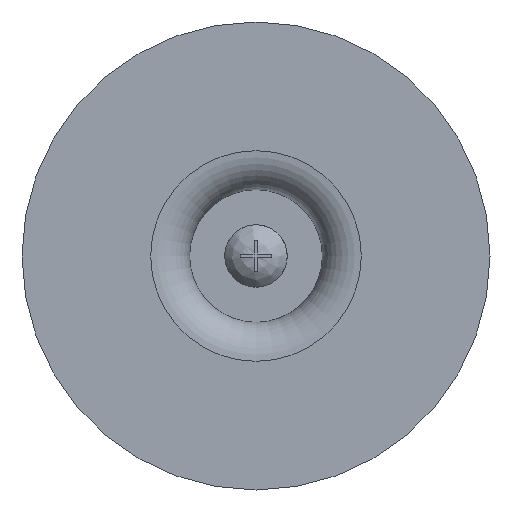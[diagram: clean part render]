
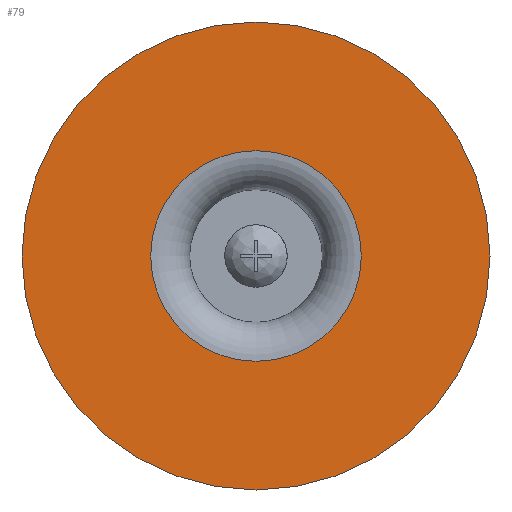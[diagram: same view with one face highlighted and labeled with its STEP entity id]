
A CAD part, front view. The second image highlights one B-rep face of the part: STEP entity #79.
In plain terms, the highlighted planar face has unit normal (0, -1, 0).
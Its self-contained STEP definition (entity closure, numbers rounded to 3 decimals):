
#79 = ADVANCED_FACE( '', ( #193, #194 ), #195, .F. );
#193 = FACE_BOUND( '', #348, .T. );
#194 = FACE_OUTER_BOUND( '', #349, .T. );
#195 = PLANE( '', #350 );
#348 = EDGE_LOOP( '', ( #565 ) );
#349 = EDGE_LOOP( '', ( #566 ) );
#350 = AXIS2_PLACEMENT_3D( '', #567, #568, #569 );
#565 = ORIENTED_EDGE( '', *, *, #905, .F. );
#566 = ORIENTED_EDGE( '', *, *, #906, .T. );
#567 = CARTESIAN_POINT( '', ( 30., 0., 0. ) );
#568 = DIRECTION( '', ( 0., 1., 0. ) );
#569 = DIRECTION( '', ( 0., 0., 1. ) );
#905 = EDGE_CURVE( '', #1067, #1067, #1068, .T. );
#906 = EDGE_CURVE( '', #1069, #1069, #1070, .T. );
#1067 = VERTEX_POINT( '', #1303 );
#1068 = CIRCLE( '', #1304, 13.5 );
#1069 = VERTEX_POINT( '', #1305 );
#1070 = CIRCLE( '', #1306, 30. );
#1303 = CARTESIAN_POINT( '', ( 0., 0., -13.5 ) );
#1304 = AXIS2_PLACEMENT_3D( '', #1629, #1630, #1631 );
#1305 = CARTESIAN_POINT( '', ( 0., 0., -30. ) );
#1306 = AXIS2_PLACEMENT_3D( '', #1632, #1633, #1634 );
#1629 = CARTESIAN_POINT( '', ( 0., 0., 0. ) );
#1630 = DIRECTION( '', ( 0., -1., 0. ) );
#1631 = DIRECTION( '', ( 0., 0., -1. ) );
#1632 = CARTESIAN_POINT( '', ( 0., 0., 0. ) );
#1633 = DIRECTION( '', ( 0., -1., 0. ) );
#1634 = DIRECTION( '', ( 0., 0., -1. ) );
